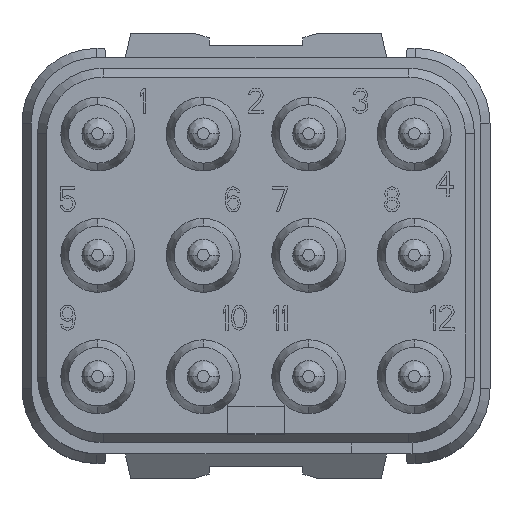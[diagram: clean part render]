
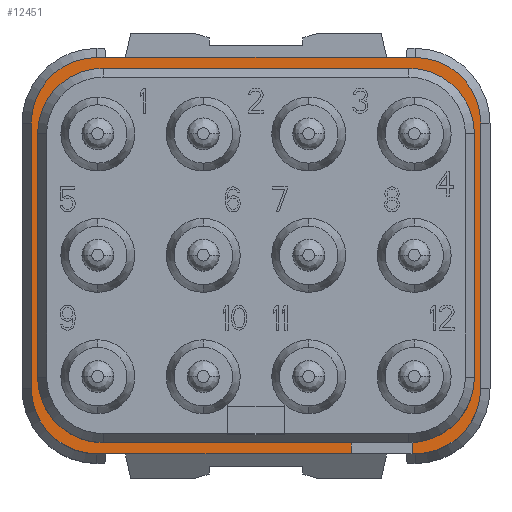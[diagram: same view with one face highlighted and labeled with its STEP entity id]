
A CAD part, top view. The second image highlights one B-rep face of the part: STEP entity #12451.
In plain terms, the highlighted planar face has unit normal (0, 0, 1).
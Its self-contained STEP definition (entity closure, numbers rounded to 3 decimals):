
#1=DIRECTION('',(-1.,0.,0.));
#2=VECTOR('',#1,0.1);
#3=CARTESIAN_POINT('',(5.1,-6.35,0.));
#4=LINE('',#3,#2);
#5=DIRECTION('',(0.,-1.,0.));
#6=VECTOR('',#5,0.352);
#7=CARTESIAN_POINT('',(5.,-5.998,0.));
#8=LINE('',#7,#6);
#9=CARTESIAN_POINT('',(4.9,-3.9,0.));
#10=DIRECTION('',(0.,0.,1.));
#11=DIRECTION('',(0.048,-0.999,0.));
#12=AXIS2_PLACEMENT_3D('',#9,#10,#11);
#14=DIRECTION('',(0.,1.,0.));
#15=VECTOR('',#14,7.8);
#16=CARTESIAN_POINT('',(7.,-3.9,0.));
#17=LINE('',#16,#15);
#18=CARTESIAN_POINT('',(4.9,3.9,0.));
#19=DIRECTION('',(0.,0.,1.));
#20=DIRECTION('',(1.,0.,0.));
#21=AXIS2_PLACEMENT_3D('',#18,#19,#20);
#23=DIRECTION('',(-1.,0.,0.));
#24=VECTOR('',#23,9.8);
#25=CARTESIAN_POINT('',(4.9,6.,0.));
#26=LINE('',#25,#24);
#27=CARTESIAN_POINT('',(-4.9,3.9,0.));
#28=DIRECTION('',(0.,0.,1.));
#29=DIRECTION('',(0.,1.,0.));
#30=AXIS2_PLACEMENT_3D('',#27,#28,#29);
#32=DIRECTION('',(0.,-1.,0.));
#33=VECTOR('',#32,7.8);
#34=CARTESIAN_POINT('',(-7.,3.9,0.));
#35=LINE('',#34,#33);
#36=CARTESIAN_POINT('',(-4.9,-3.9,0.));
#37=DIRECTION('',(0.,0.,1.));
#38=DIRECTION('',(-1.,0.,0.));
#39=AXIS2_PLACEMENT_3D('',#36,#37,#38);
#41=DIRECTION('',(1.,0.,0.));
#42=VECTOR('',#41,7.95);
#43=CARTESIAN_POINT('',(-4.9,-6.,0.));
#44=LINE('',#43,#42);
#45=DIRECTION('',(0.,-1.,0.));
#46=VECTOR('',#45,0.35);
#47=CARTESIAN_POINT('',(3.05,-6.,0.));
#48=LINE('',#47,#46);
#49=DIRECTION('',(-1.,0.,0.));
#50=VECTOR('',#49,8.15);
#51=CARTESIAN_POINT('',(3.05,-6.35,0.));
#52=LINE('',#51,#50);
#53=DIRECTION('',(0.,1.,0.));
#54=VECTOR('',#53,8.5);
#55=CARTESIAN_POINT('',(-7.2,-4.25,0.));
#56=LINE('',#55,#54);
#57=DIRECTION('',(1.,0.,0.));
#58=VECTOR('',#57,10.2);
#59=CARTESIAN_POINT('',(-5.1,6.35,0.));
#60=LINE('',#59,#58);
#61=DIRECTION('',(0.,-1.,0.));
#62=VECTOR('',#61,8.5);
#63=CARTESIAN_POINT('',(7.2,4.25,0.));
#64=LINE('',#63,#62);
#6706=CARTESIAN_POINT('',(5.1,-4.25,0.));
#6707=DIRECTION('',(0.,0.,-1.));
#6708=DIRECTION('',(1.,0.,0.));
#6709=AXIS2_PLACEMENT_3D('',#6706,#6707,#6708);
#6743=CARTESIAN_POINT('',(-5.1,4.25,0.));
#6744=DIRECTION('',(0.,0.,-1.));
#6745=DIRECTION('',(-1.,0.,0.));
#6746=AXIS2_PLACEMENT_3D('',#6743,#6744,#6745);
#6760=CARTESIAN_POINT('',(5.1,4.25,0.));
#6761=DIRECTION('',(0.,0.,-1.));
#6762=DIRECTION('',(0.,1.,0.));
#6763=AXIS2_PLACEMENT_3D('',#6760,#6761,#6762);
#6777=CARTESIAN_POINT('',(-5.1,-4.25,0.));
#6778=DIRECTION('',(0.,0.,-1.));
#6779=DIRECTION('',(0.,-1.,0.));
#6780=AXIS2_PLACEMENT_3D('',#6777,#6778,#6779);
#9514=CARTESIAN_POINT('',(5.1,6.35,0.));
#9515=CARTESIAN_POINT('',(7.2,4.25,0.));
#9516=VERTEX_POINT('',#9514);
#9517=VERTEX_POINT('',#9515);
#9518=CARTESIAN_POINT('',(-7.2,4.25,0.));
#9519=CARTESIAN_POINT('',(-5.1,6.35,0.));
#9520=VERTEX_POINT('',#9518);
#9521=VERTEX_POINT('',#9519);
#9522=CARTESIAN_POINT('',(-5.1,-6.35,0.));
#9523=CARTESIAN_POINT('',(-7.2,-4.25,0.));
#9524=VERTEX_POINT('',#9522);
#9525=VERTEX_POINT('',#9523);
#9526=CARTESIAN_POINT('',(7.2,-4.25,0.));
#9527=CARTESIAN_POINT('',(5.1,-6.35,0.));
#9528=VERTEX_POINT('',#9526);
#9529=VERTEX_POINT('',#9527);
#9670=CARTESIAN_POINT('',(-7.,3.9,0.));
#9671=CARTESIAN_POINT('',(-7.,-3.9,0.));
#9672=VERTEX_POINT('',#9670);
#9673=VERTEX_POINT('',#9671);
#9674=CARTESIAN_POINT('',(-4.9,-6.,0.));
#9675=VERTEX_POINT('',#9674);
#9676=CARTESIAN_POINT('',(7.,-3.9,0.));
#9677=CARTESIAN_POINT('',(7.,3.9,0.));
#9678=VERTEX_POINT('',#9676);
#9679=VERTEX_POINT('',#9677);
#9680=CARTESIAN_POINT('',(4.9,6.,0.));
#9681=VERTEX_POINT('',#9680);
#9682=CARTESIAN_POINT('',(-4.9,6.,0.));
#9683=VERTEX_POINT('',#9682);
#9744=CARTESIAN_POINT('',(5.,-6.35,0.));
#9745=VERTEX_POINT('',#9744);
#9746=CARTESIAN_POINT('',(3.05,-6.35,0.));
#9747=VERTEX_POINT('',#9746);
#9748=CARTESIAN_POINT('',(3.05,-6.,0.));
#9749=VERTEX_POINT('',#9748);
#9754=CARTESIAN_POINT('',(5.,-5.998,0.));
#9755=VERTEX_POINT('',#9754);
#12406=CARTESIAN_POINT('',(0.,0.,0.));
#12407=DIRECTION('',(0.,0.,1.));
#12408=DIRECTION('',(1.,0.,0.));
#12409=AXIS2_PLACEMENT_3D('',#12406,#12407,#12408);
#12410=PLANE('',#12409);
#12412=ORIENTED_EDGE('',*,*,#12411,.T.);
#12414=ORIENTED_EDGE('',*,*,#12413,.F.);
#12416=ORIENTED_EDGE('',*,*,#12415,.T.);
#12418=ORIENTED_EDGE('',*,*,#12417,.T.);
#12420=ORIENTED_EDGE('',*,*,#12419,.T.);
#12422=ORIENTED_EDGE('',*,*,#12421,.T.);
#12424=ORIENTED_EDGE('',*,*,#12423,.T.);
#12426=ORIENTED_EDGE('',*,*,#12425,.T.);
#12428=ORIENTED_EDGE('',*,*,#12427,.T.);
#12430=ORIENTED_EDGE('',*,*,#12429,.T.);
#12432=ORIENTED_EDGE('',*,*,#12431,.T.);
#12434=ORIENTED_EDGE('',*,*,#12433,.T.);
#12436=ORIENTED_EDGE('',*,*,#12435,.T.);
#12438=ORIENTED_EDGE('',*,*,#12437,.T.);
#12440=ORIENTED_EDGE('',*,*,#12439,.T.);
#12442=ORIENTED_EDGE('',*,*,#12441,.T.);
#12444=ORIENTED_EDGE('',*,*,#12443,.T.);
#12446=ORIENTED_EDGE('',*,*,#12445,.T.);
#12448=ORIENTED_EDGE('',*,*,#12447,.T.);
#12449=EDGE_LOOP('',(#12412,#12414,#12416,#12418,#12420,#12422,#12424,#12426,
#12428,#12430,#12432,#12434,#12436,#12438,#12440,#12442,#12444,#12446,#12448));
#12450=FACE_OUTER_BOUND('',#12449,.F.);
#12451=ADVANCED_FACE('',(#12450),#12410,.T.);
#13=CIRCLE('',#12,2.1);
#22=CIRCLE('',#21,2.1);
#31=CIRCLE('',#30,2.1);
#40=CIRCLE('',#39,2.1);
#6710=CIRCLE('',#6709,2.1);
#6747=CIRCLE('',#6746,2.1);
#6764=CIRCLE('',#6763,2.1);
#6781=CIRCLE('',#6780,2.1);
#12411=EDGE_CURVE('',#9529,#9745,#4,.T.);
#12413=EDGE_CURVE('',#9755,#9745,#8,.T.);
#12415=EDGE_CURVE('',#9755,#9678,#13,.T.);
#12417=EDGE_CURVE('',#9678,#9679,#17,.T.);
#12419=EDGE_CURVE('',#9679,#9681,#22,.T.);
#12421=EDGE_CURVE('',#9681,#9683,#26,.T.);
#12423=EDGE_CURVE('',#9683,#9672,#31,.T.);
#12425=EDGE_CURVE('',#9672,#9673,#35,.T.);
#12427=EDGE_CURVE('',#9673,#9675,#40,.T.);
#12429=EDGE_CURVE('',#9675,#9749,#44,.T.);
#12431=EDGE_CURVE('',#9749,#9747,#48,.T.);
#12433=EDGE_CURVE('',#9747,#9524,#52,.T.);
#12435=EDGE_CURVE('',#9524,#9525,#6781,.T.);
#12437=EDGE_CURVE('',#9525,#9520,#56,.T.);
#12439=EDGE_CURVE('',#9520,#9521,#6747,.T.);
#12441=EDGE_CURVE('',#9521,#9516,#60,.T.);
#12443=EDGE_CURVE('',#9516,#9517,#6764,.T.);
#12445=EDGE_CURVE('',#9517,#9528,#64,.T.);
#12447=EDGE_CURVE('',#9528,#9529,#6710,.T.);
